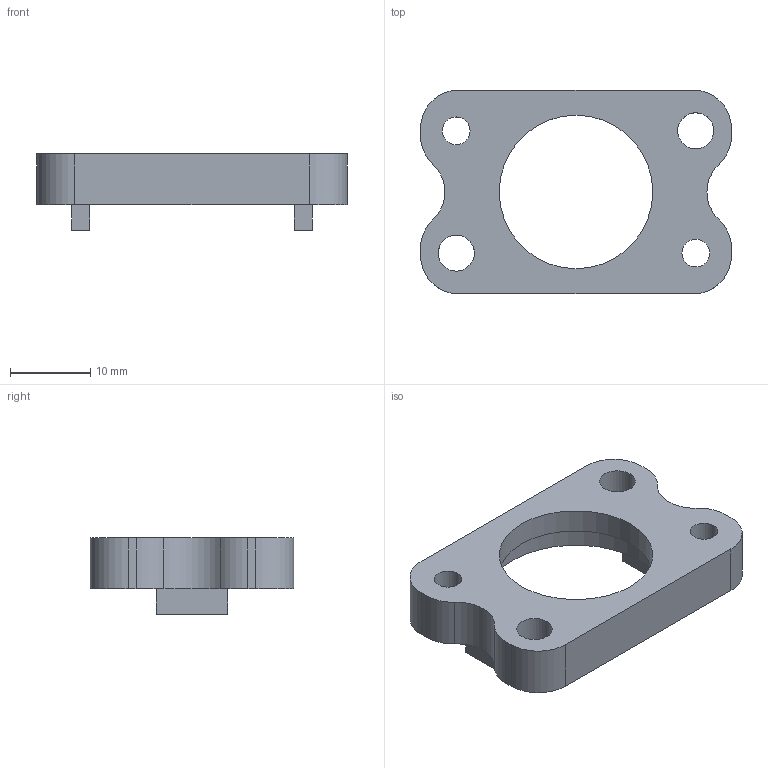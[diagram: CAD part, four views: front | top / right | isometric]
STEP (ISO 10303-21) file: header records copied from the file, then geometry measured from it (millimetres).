
FILE_DESCRIPTION(/* description */ (''),/* implementation_level */ '2;1');
FILE_NAME(/* name */ 'ThriftyClampingBushingBlock.stp',/* time_stamp */ '2020-12-08T11:02:04-05:00',/* author */ ('rdogn'),/* organization */ (''),/* preprocessor_version */ 'ST-DEVELOPER v18.1',/* originating_system */ 'Autodesk Inventor 2021',/* authorisation */ '');
FILE_SCHEMA (('AUTOMOTIVE_DESIGN { 1 0 10303 214 3 1 1 }'));
Length unit declared in the file: inch
Products named in the file (1): ThriftyBushingBlock
Bounding box: 38.73 x 25.4 x 9.53 mm (x, y, z)
Volume: 3500.1 mm3; surface area: 2825.9 mm2
Topology: 1 solids, 1 shells, 35 faces, 92 edges, 62 vertices
Faces by surface type: plane 19, cylinder 16
Full cylindrical faces by diameter (mm): 3.454 x2, 4.496 x2, 19.126 x1, 22.276 x1
Entity records: 1159 total; most frequent: DIRECTION 198, CARTESIAN_POINT 190, ORIENTED_EDGE 184, EDGE_CURVE 92, AXIS2_PLACEMENT_3D 70, VERTEX_POINT 62, LINE 58, VECTOR 58
